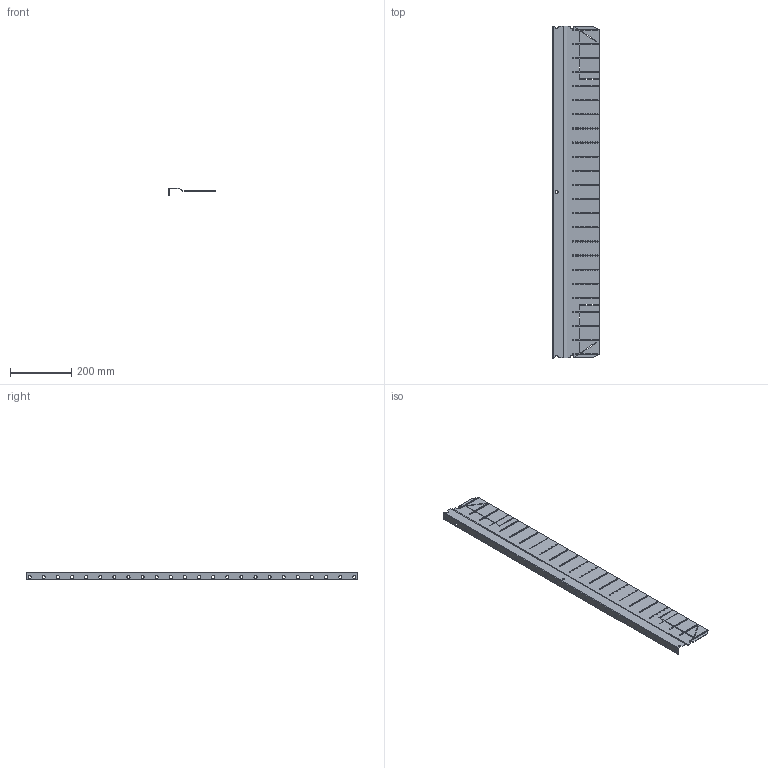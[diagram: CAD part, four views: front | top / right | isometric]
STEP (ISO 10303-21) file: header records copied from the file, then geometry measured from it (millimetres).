
FILE_DESCRIPTION (( 'STEP AP214' ), '1' );
FILE_NAME ('c_il046024-f_3d.STEP', '2019-08-23T05:35:43', ( '' ), ( '' ), 'SwSTEP 2.0', 'SolidWorks 2019', '' );
FILE_SCHEMA (( 'AUTOMOTIVE_DESIGN' ));
Length unit declared in the file: millimetre
Products named in the file (1): c_il046024-f_3d
Bounding box: 150 x 1082 x 25 mm (x, y, z)
Volume: 271191 mm3; surface area: 377810.7 mm2
Topology: 1 solids, 1 shells, 686 faces, 2052 edges, 1368 vertices
Faces by surface type: cylinder 588, plane 98
Entity records: 25034 total; most frequent: DIRECTION 4602, CARTESIAN_POINT 4107, ORIENTED_EDGE 4104, EDGE_CURVE 2052, AXIS2_PLACEMENT_3D 1863, VERTEX_POINT 1368, EDGE_LOOP 1300, CIRCLE 1176
